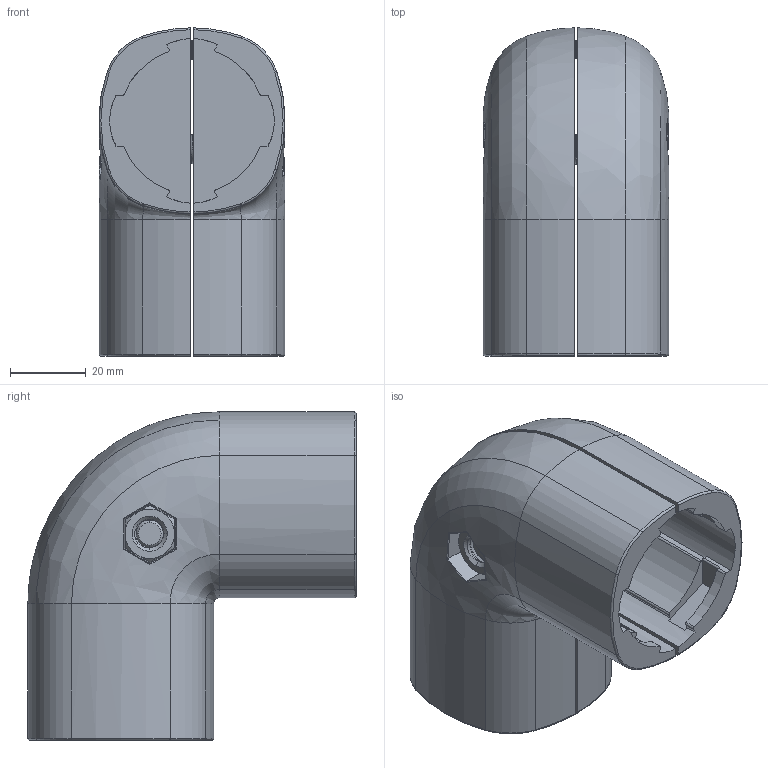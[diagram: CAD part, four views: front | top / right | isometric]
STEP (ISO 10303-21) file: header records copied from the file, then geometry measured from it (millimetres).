
FILE_DESCRIPTION (( 'STEP AP214' ), '1' );
FILE_NAME ('B411 Ñîåäèíèòåëü òðóáíûõ ïðîôèëåé Ô43 íàðóæíûé ïîä óãëîì 90 ãð..STEP', '2024-01-19T09:50:21', ( '' ), ( '' ), 'SwSTEP 2.0', 'SolidWorks 2022', '' );
FILE_SCHEMA (( 'AUTOMOTIVE_DESIGN' ));
Length unit declared in the file: millimetre
Products named in the file (1): B411 Соединитель трубных профилей Ф43 наружный  под углом 90 гр.
Bounding box: 49 x 86.5 x 86.5 mm (x, y, z)
Volume: 103182.8 mm3; surface area: 49819.8 mm2
Topology: 4 solids, 6 shells, 545 faces, 1379 edges, 858 vertices
Faces by surface type: cylinder 159, plane 158, bspline 147, cone 37, sphere 24, torus 20
Entity records: 37471 total; most frequent: CARTESIAN_POINT 19690, ORIENTED_EDGE 2734, DIRECTION 2027, EDGE_CURVE 1367, VERTEX_POINT 850, AXIS2_PLACEMENT_3D 775, EDGE_LOOP 567, UNCERTAINTY_MEASURE_WITH_UNIT 551
